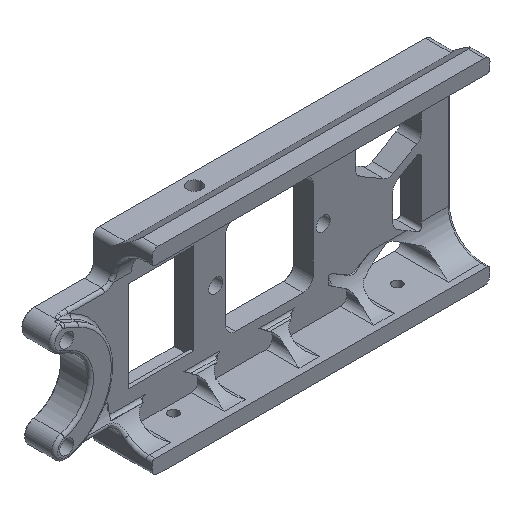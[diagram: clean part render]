
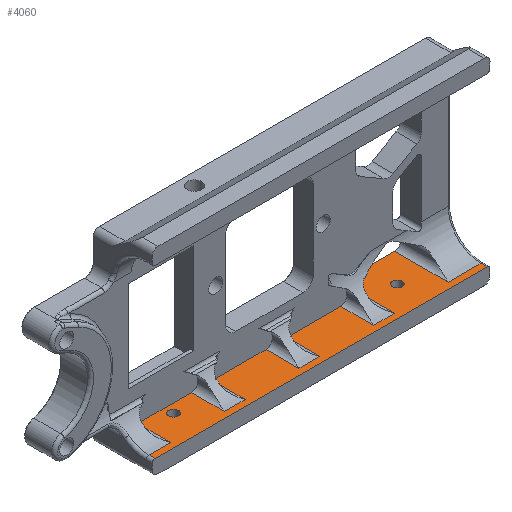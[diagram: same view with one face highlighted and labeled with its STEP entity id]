
A CAD part, isometric view. The second image highlights one B-rep face of the part: STEP entity #4060.
In plain terms, the highlighted planar face has unit normal (0, 0, 1).
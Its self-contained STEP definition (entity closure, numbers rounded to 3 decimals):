
#50=FACE_BOUND('',#457,.T.);
#51=FACE_BOUND('',#458,.T.);
#120=PLANE('',#4323);
#226=FACE_OUTER_BOUND('',#456,.T.);
#456=EDGE_LOOP('',(#2731,#2732,#2733,#2734,#2735,#2736,#2737,#2738,#2739,
#2740,#2741,#2742,#2743,#2744,#2745,#2746,#2747,#2748,#2749,#2750));
#457=EDGE_LOOP('',(#2751));
#458=EDGE_LOOP('',(#2752));
#709=CIRCLE('',#4324,1.6);
#710=CIRCLE('',#4325,1.6);
#888=LINE('',#6038,#1240);
#890=LINE('',#6044,#1242);
#894=LINE('',#6122,#1246);
#895=LINE('',#6162,#1247);
#896=LINE('',#6163,#1248);
#897=LINE('',#6165,#1249);
#898=LINE('',#6167,#1250);
#899=LINE('',#6169,#1251);
#900=LINE('',#6171,#1252);
#901=LINE('',#6173,#1253);
#902=LINE('',#6175,#1254);
#903=LINE('',#6177,#1255);
#904=LINE('',#6179,#1256);
#905=LINE('',#6181,#1257);
#906=LINE('',#6183,#1258);
#907=LINE('',#6185,#1259);
#908=LINE('',#6187,#1260);
#909=LINE('',#6189,#1261);
#910=LINE('',#6191,#1262);
#911=LINE('',#6192,#1263);
#1240=VECTOR('',#4771,10.);
#1242=VECTOR('',#4779,10.);
#1246=VECTOR('',#4797,10.);
#1247=VECTOR('',#4804,10.);
#1248=VECTOR('',#4805,10.);
#1249=VECTOR('',#4806,10.);
#1250=VECTOR('',#4807,10.);
#1251=VECTOR('',#4808,10.);
#1252=VECTOR('',#4809,10.);
#1253=VECTOR('',#4810,10.);
#1254=VECTOR('',#4811,10.);
#1255=VECTOR('',#4812,10.);
#1256=VECTOR('',#4813,10.);
#1257=VECTOR('',#4814,10.);
#1258=VECTOR('',#4815,10.);
#1259=VECTOR('',#4816,10.);
#1260=VECTOR('',#4817,10.);
#1261=VECTOR('',#4818,10.);
#1262=VECTOR('',#4819,10.);
#1263=VECTOR('',#4820,10.);
#1650=VERTEX_POINT('',#6026);
#1653=VERTEX_POINT('',#6036);
#1654=VERTEX_POINT('',#6043);
#1669=VERTEX_POINT('',#6110);
#1670=VERTEX_POINT('',#6121);
#1675=VERTEX_POINT('',#6161);
#1676=VERTEX_POINT('',#6164);
#1677=VERTEX_POINT('',#6166);
#1678=VERTEX_POINT('',#6168);
#1679=VERTEX_POINT('',#6170);
#1680=VERTEX_POINT('',#6172);
#1681=VERTEX_POINT('',#6174);
#1682=VERTEX_POINT('',#6176);
#1683=VERTEX_POINT('',#6178);
#1684=VERTEX_POINT('',#6180);
#1685=VERTEX_POINT('',#6182);
#1686=VERTEX_POINT('',#6184);
#1687=VERTEX_POINT('',#6186);
#1688=VERTEX_POINT('',#6188);
#1689=VERTEX_POINT('',#6190);
#1690=VERTEX_POINT('',#6193);
#1691=VERTEX_POINT('',#6195);
#2062=EDGE_CURVE('',#1653,#1650,#888,.T.);
#2065=EDGE_CURVE('',#1654,#1650,#890,.T.);
#2081=EDGE_CURVE('',#1669,#1670,#894,.T.);
#2087=EDGE_CURVE('',#1653,#1675,#895,.T.);
#2088=EDGE_CURVE('',#1675,#1670,#896,.T.);
#2089=EDGE_CURVE('',#1676,#1669,#897,.T.);
#2090=EDGE_CURVE('',#1676,#1677,#898,.T.);
#2091=EDGE_CURVE('',#1677,#1678,#899,.T.);
#2092=EDGE_CURVE('',#1679,#1678,#900,.T.);
#2093=EDGE_CURVE('',#1680,#1679,#901,.T.);
#2094=EDGE_CURVE('',#1680,#1681,#902,.T.);
#2095=EDGE_CURVE('',#1681,#1682,#903,.T.);
#2096=EDGE_CURVE('',#1682,#1683,#904,.T.);
#2097=EDGE_CURVE('',#1683,#1684,#905,.T.);
#2098=EDGE_CURVE('',#1684,#1685,#906,.T.);
#2099=EDGE_CURVE('',#1685,#1686,#907,.T.);
#2100=EDGE_CURVE('',#1686,#1687,#908,.T.);
#2101=EDGE_CURVE('',#1687,#1688,#909,.T.);
#2102=EDGE_CURVE('',#1688,#1689,#910,.T.);
#2103=EDGE_CURVE('',#1654,#1689,#911,.T.);
#2104=EDGE_CURVE('',#1690,#1690,#709,.T.);
#2105=EDGE_CURVE('',#1691,#1691,#710,.T.);
#2731=ORIENTED_EDGE('',*,*,#2062,.F.);
#2732=ORIENTED_EDGE('',*,*,#2087,.T.);
#2733=ORIENTED_EDGE('',*,*,#2088,.T.);
#2734=ORIENTED_EDGE('',*,*,#2081,.F.);
#2735=ORIENTED_EDGE('',*,*,#2089,.F.);
#2736=ORIENTED_EDGE('',*,*,#2090,.T.);
#2737=ORIENTED_EDGE('',*,*,#2091,.T.);
#2738=ORIENTED_EDGE('',*,*,#2092,.F.);
#2739=ORIENTED_EDGE('',*,*,#2093,.F.);
#2740=ORIENTED_EDGE('',*,*,#2094,.T.);
#2741=ORIENTED_EDGE('',*,*,#2095,.T.);
#2742=ORIENTED_EDGE('',*,*,#2096,.T.);
#2743=ORIENTED_EDGE('',*,*,#2097,.T.);
#2744=ORIENTED_EDGE('',*,*,#2098,.T.);
#2745=ORIENTED_EDGE('',*,*,#2099,.T.);
#2746=ORIENTED_EDGE('',*,*,#2100,.T.);
#2747=ORIENTED_EDGE('',*,*,#2101,.T.);
#2748=ORIENTED_EDGE('',*,*,#2102,.T.);
#2749=ORIENTED_EDGE('',*,*,#2103,.F.);
#2750=ORIENTED_EDGE('',*,*,#2065,.T.);
#2751=ORIENTED_EDGE('',*,*,#2104,.F.);
#2752=ORIENTED_EDGE('',*,*,#2105,.F.);
#4060=ADVANCED_FACE('',(#226,#50,#51),#120,.T.);
#4323=AXIS2_PLACEMENT_3D('',#6160,#4802,#4803);
#4324=AXIS2_PLACEMENT_3D('',#6194,#4821,#4822);
#4325=AXIS2_PLACEMENT_3D('',#6196,#4823,#4824);
#4771=DIRECTION('',(0.,-1.,0.));
#4779=DIRECTION('',(-1.,0.,0.));
#4797=DIRECTION('',(1.,0.,0.));
#4802=DIRECTION('center_axis',(0.,0.,
1.));
#4803=DIRECTION('ref_axis',(0.,1.,0.));
#4804=DIRECTION('',(-1.,0.,0.));
#4805=DIRECTION('',(0.,-1.,0.));
#4806=DIRECTION('',(0.,-1.,0.));
#4807=DIRECTION('',(-1.,0.,0.));
#4808=DIRECTION('',(0.,-1.,0.));
#4809=DIRECTION('',(1.,0.,0.));
#4810=DIRECTION('',(0.,-1.,0.));
#4811=DIRECTION('',(-1.,0.,0.));
#4812=DIRECTION('',(0.,-1.,0.));
#4813=DIRECTION('',(-1.,0.,0.));
#4814=DIRECTION('',(0.,1.,0.));
#4815=DIRECTION('',(-1.,0.,0.));
#4816=DIRECTION('',(0.,-1.,0.));
#4817=DIRECTION('',(-1.,0.,0.));
#4818=DIRECTION('',(0.,-1.,0.));
#4819=DIRECTION('',(1.,0.,0.));
#4820=DIRECTION('',(0.,-1.,0.));
#4821=DIRECTION('center_axis',(0.,0.,
1.));
#4822=DIRECTION('ref_axis',(-1.,0.,0.));
#4823=DIRECTION('center_axis',(0.,0.,
1.));
#4824=DIRECTION('ref_axis',(-1.,0.,0.));
#6026=CARTESIAN_POINT('',(114.,-36.,63.096));
#6036=CARTESIAN_POINT('',(114.,-18.,63.096));
#6038=CARTESIAN_POINT('',(114.,-29.5,63.096));
#6043=CARTESIAN_POINT('',(125.,-36.,63.096));
#6044=CARTESIAN_POINT('',(172.5,-36.,63.096));
#6110=CARTESIAN_POINT('',(89.,-36.,63.096));
#6121=CARTESIAN_POINT('',(96.,-36.,63.096));
#6122=CARTESIAN_POINT('',(12.5,-36.,63.096));
#6160=CARTESIAN_POINT('Origin',(122.5,-41.,63.096));
#6161=CARTESIAN_POINT('',(96.,-18.,63.096));
#6162=CARTESIAN_POINT('',(95.75,-18.,63.096));
#6163=CARTESIAN_POINT('',(96.,-29.5,63.096));
#6164=CARTESIAN_POINT('',(89.,-25.,63.096));
#6165=CARTESIAN_POINT('',(89.,-29.5,63.096));
#6166=CARTESIAN_POINT('',(71.,-25.,63.096));
#6167=CARTESIAN_POINT('',(88.576,-25.,63.096));
#6168=CARTESIAN_POINT('',(71.,-36.,63.096));
#6169=CARTESIAN_POINT('',(71.,-29.5,63.096));
#6170=CARTESIAN_POINT('',(64.,-36.,63.096));
#6171=CARTESIAN_POINT('',(-12.5,-36.,63.096));
#6172=CARTESIAN_POINT('',(64.,-25.,63.096));
#6173=CARTESIAN_POINT('',(64.,-29.5,63.096));
#6174=CARTESIAN_POINT('',(46.,-25.,63.096));
#6175=CARTESIAN_POINT('',(88.576,-25.,63.096));
#6176=CARTESIAN_POINT('',(46.,-36.,63.096));
#6177=CARTESIAN_POINT('',(46.,-29.5,63.096));
#6178=CARTESIAN_POINT('',(39.,-36.,63.096));
#6179=CARTESIAN_POINT('',(122.5,-36.,63.096));
#6180=CARTESIAN_POINT('',(39.,-25.,63.096));
#6181=CARTESIAN_POINT('',(39.,-29.5,63.096));
#6182=CARTESIAN_POINT('',(21.,-25.,63.096));
#6183=CARTESIAN_POINT('',(88.576,-25.,63.096));
#6184=CARTESIAN_POINT('',(21.,-36.,63.096));
#6185=CARTESIAN_POINT('',(21.,-29.5,63.096));
#6186=CARTESIAN_POINT('',(13.8,-36.,63.096));
#6187=CARTESIAN_POINT('',(122.5,-36.,63.096));
#6188=CARTESIAN_POINT('',(13.8,-38.,63.096));
#6189=CARTESIAN_POINT('',(13.8,-29.5,63.096));
#6190=CARTESIAN_POINT('',(125.,-38.,63.096));
#6191=CARTESIAN_POINT('',(74.75,-38.,63.096));
#6192=CARTESIAN_POINT('',(125.,-39.5,63.096));
#6193=CARTESIAN_POINT('',(31.6,-28.,63.096));
#6194=CARTESIAN_POINT('Origin',(30.,-28.,63.096));
#6195=CARTESIAN_POINT('',(106.6,-28.,63.096));
#6196=CARTESIAN_POINT('Origin',(105.,-28.,63.096));
